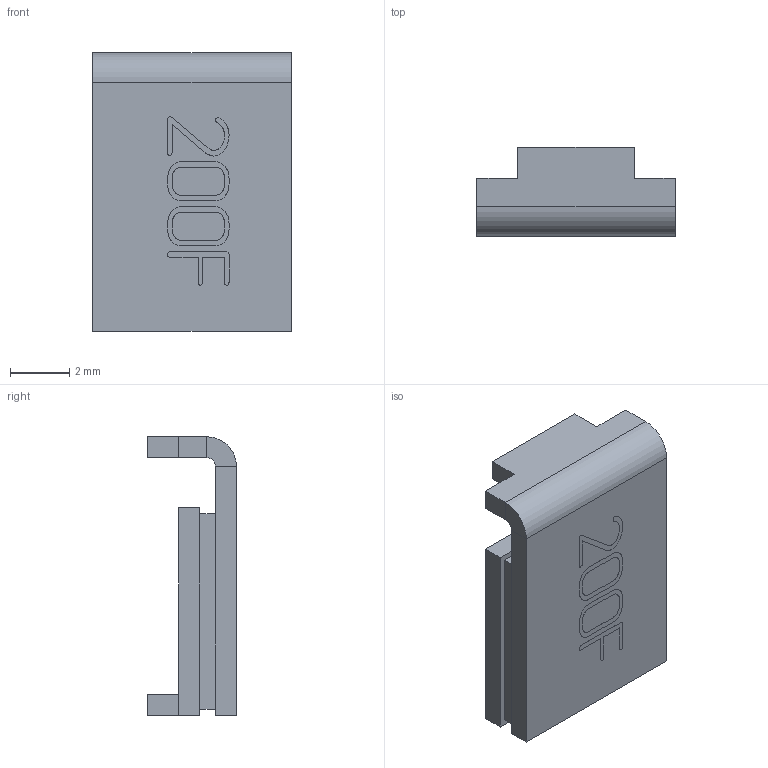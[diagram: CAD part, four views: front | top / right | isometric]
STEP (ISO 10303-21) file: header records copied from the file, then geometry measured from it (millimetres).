
FILE_DESCRIPTION(('STEP AP203'), '1');
FILE_NAME('SMD200F', '2024-04-26T06:11:32', ('ava'), (''), 'ASCON STEP Converter 1.3', 'ASCON Math Kernel', '');
FILE_SCHEMA(('CONFIG_CONTROL_DESIGN'));
Length unit declared in the file: millimetre
Products named in the file (1): 4
Bounding box: 6.7 x 3 x 9.4 mm (x, y, z)
Volume: 110.5 mm3; surface area: 226.4 mm2
Topology: 1 solids, 1 shells, 249 faces, 709 edges, 470 vertices
Faces by surface type: cylinder 141, plane 108
Entity records: 9993 total; most frequent: DIRECTION 1491, CARTESIAN_POINT 1429, ORIENTED_EDGE 1418, EDGE_CURVE 709, AXIS2_PLACEMENT_3D 532, VERTEX_POINT 470, LINE 427, VECTOR 427
